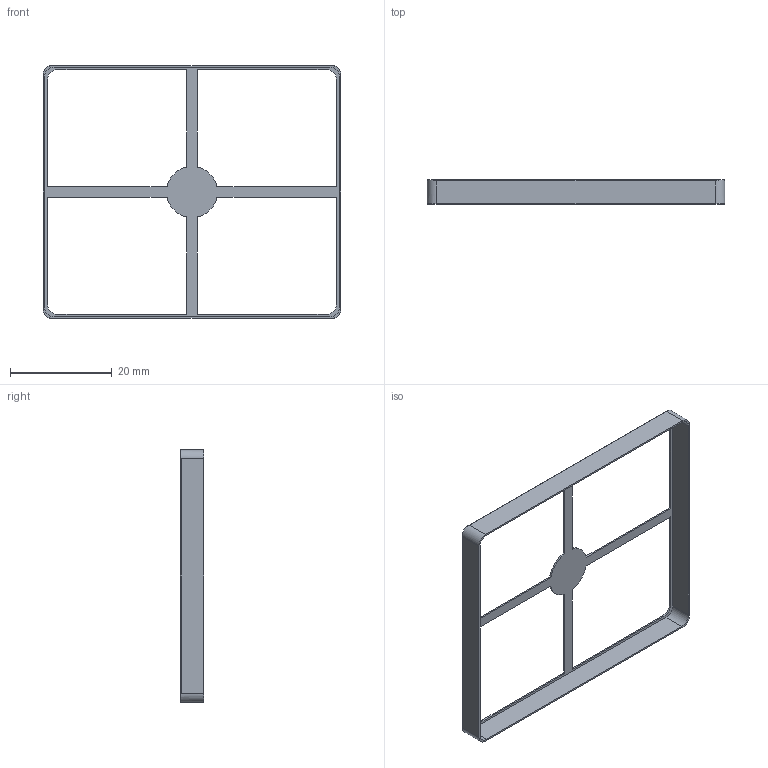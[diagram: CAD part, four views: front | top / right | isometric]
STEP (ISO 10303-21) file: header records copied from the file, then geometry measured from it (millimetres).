
FILE_DESCRIPTION(/* description */ (''),/* implementation_level */ '2;1');
FILE_NAME(/* name */ 'Shield_Masach_MS585-10_58.2x49.4x4.7mm_SMD.step',/* time_stamp */ '2019-11-02T10:32:08+00:00',/* author */ (''),/* organization */ (''),/* preprocessor_version */ 'ST-DEVELOPER v18',/* originating_system */ 'Autodesk Translation Framework v8.6.0.1094',/* authorisation */ '');
FILE_SCHEMA (('AUTOMOTIVE_DESIGN { 1 0 10303 214 3 1 1 }'));
Length unit declared in the file: millimetre
Products named in the file (1): Shield_Masach_MS585-10_58.2x49.4x4.7mm_SMD
Bounding box: 58.5 x 4.7 x 49.7 mm (x, y, z)
Volume: 412.6 mm3; surface area: 2898.5 mm2
Topology: 1 solids, 1 shells, 47 faces, 132 edges, 88 vertices
Faces by surface type: plane 27, cylinder 20
Entity records: 1598 total; most frequent: CARTESIAN_POINT 308, ORIENTED_EDGE 264, DIRECTION 252, EDGE_CURVE 132, LINE 92, VECTOR 92, VERTEX_POINT 88, AXIS2_PLACEMENT_3D 80
